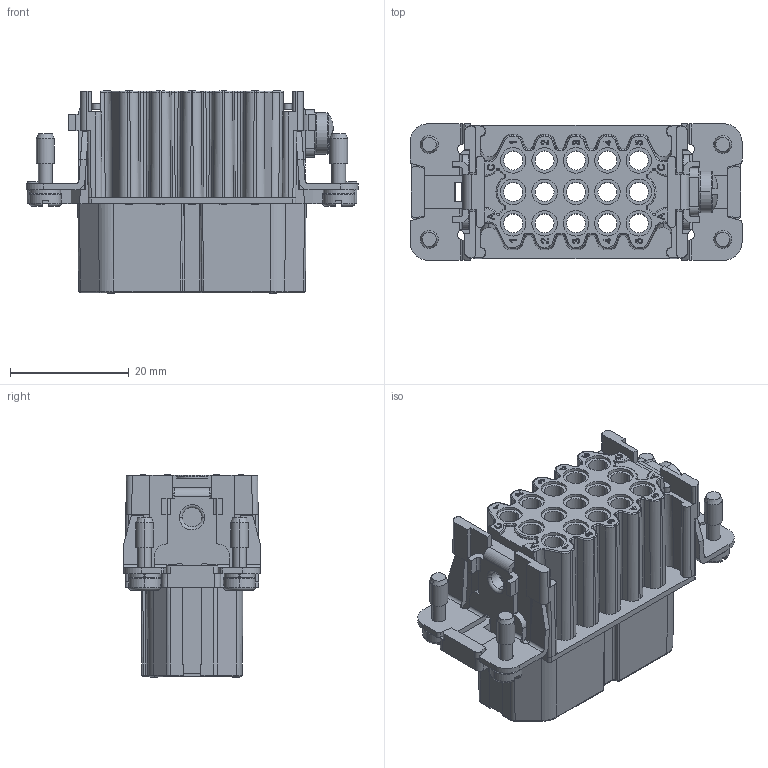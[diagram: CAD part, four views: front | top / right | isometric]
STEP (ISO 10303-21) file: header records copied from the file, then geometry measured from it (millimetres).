
FILE_DESCRIPTION (( 'STEP AP214' ), '1' );
FILE_NAME ('ZP-MC10A-1-FC015.STEP', '2019-11-25T11:54:35', ( '' ), ( '' ), 'SwSTEP 2.0', 'SolidWorks 2019', '' );
FILE_SCHEMA (( 'AUTOMOTIVE_DESIGN' ));
Length unit declared in the file: inch
Products named in the file (1): ZP-MC10A-1-FC015
Bounding box: 56 x 23 x 34.15 mm (x, y, z)
Volume: 17235 mm3; surface area: 14753 mm2
Topology: 1 solids, 1 shells, 1413 faces, 3738 edges, 2398 vertices
Faces by surface type: plane 736, cylinder 329, cone 154, bspline 154, torus 36, sphere 4
Entity records: 49042 total; most frequent: CARTESIAN_POINT 14918, ORIENTED_EDGE 7472, DIRECTION 6561, EDGE_CURVE 3736, VERTEX_POINT 2398, LINE 2317, VECTOR 2317, AXIS2_PLACEMENT_3D 2122
